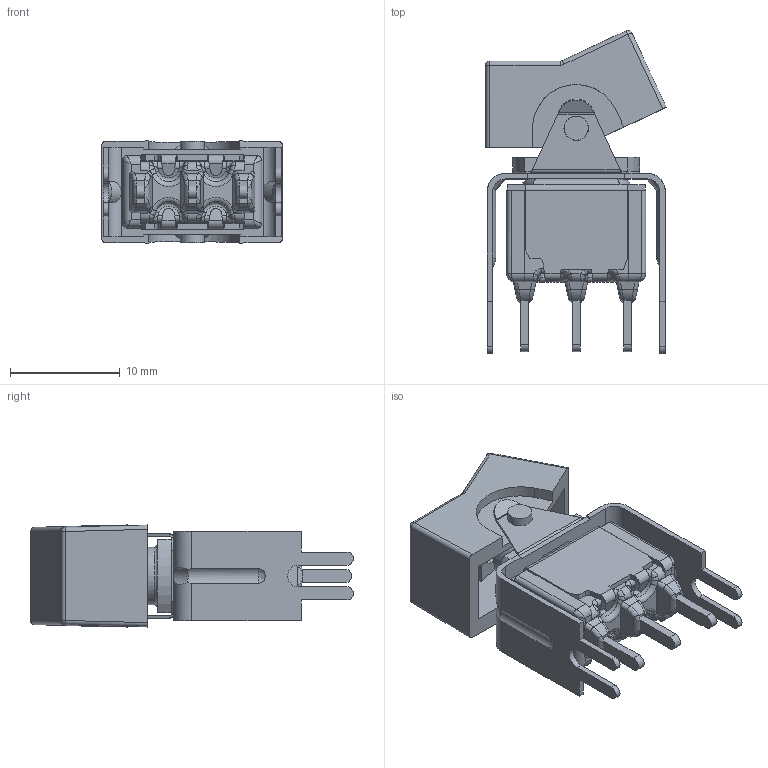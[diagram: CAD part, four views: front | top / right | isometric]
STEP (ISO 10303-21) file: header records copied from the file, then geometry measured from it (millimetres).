
FILE_DESCRIPTION( ( 'STEP AP214' ), '1' );
FILE_NAME( '7101J1V3GE2.stp', '2022-06-16T22:12:49', ( 'License CC BY-ND 4.0' ), ( 'CADENAS' ), ' ', 'PARTsolutions', ' ' );
FILE_SCHEMA( ( 'AUTOMOTIVE_DESIGN { 1 0 10303 214 1 1 1 1 }' ) );
Length unit declared in the file: inch
Products named in the file (3): 7101J1V3GE2; 1
Assembly tree (2 placements, depth 2):
  7101J1V3GE2
    1
    1
Bounding box: 16.5 x 29.48 x 9.31 mm (x, y, z)
Volume: 1320 mm3; surface area: 3334.3 mm2
Topology: 2 solids, 2 shells, 864 faces, 2301 edges, 1446 vertices
Faces by surface type: plane 590, cylinder 173, bspline 80, torus 11, cone 5, sphere 5
Full cylindrical faces by diameter (mm): 2.184 x2, 2.235 x2, 2.616 x1, 3.505 x1, 3.988 x1, 4.242 x1, 5.232 x1
Entity records: 30782 total; most frequent: CARTESIAN_POINT 10045, ORIENTED_EDGE 4552, DIRECTION 3867, EDGE_CURVE 2276, LINE 1707, VECTOR 1707, VERTEX_POINT 1437, AXIS2_PLACEMENT_3D 1080
